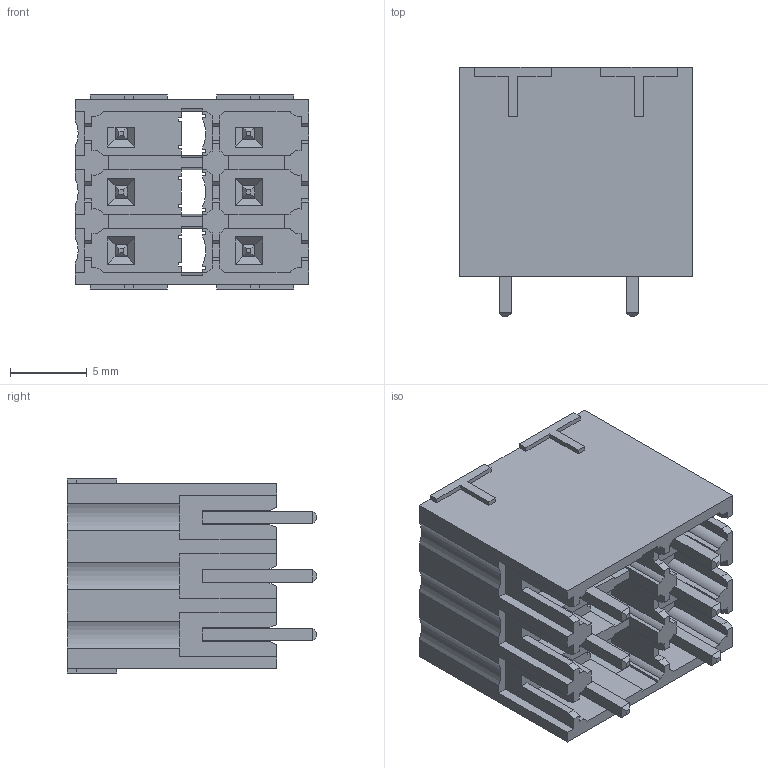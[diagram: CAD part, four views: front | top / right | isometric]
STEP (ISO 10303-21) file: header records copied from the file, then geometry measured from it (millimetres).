
FILE_DESCRIPTION((''),'2;1');
FILE_NAME('6P','2021-02-02T',('renkang.li'),(''),'CREO PARAMETRIC BY PTC INC, 2016260','CREO PARAMETRIC BY PTC INC, 2016260','');
FILE_SCHEMA(('CONFIG_CONTROL_DESIGN'));
Length unit declared in the file: millimetre
Products named in the file (1): 6P
Bounding box: 15.2 x 16.21 x 12.62 mm (x, y, z)
Volume: 1045.1 mm3; surface area: 3199.4 mm2
Topology: 1 solids, 43 shells, 1067 faces, 2778 edges, 1809 vertices
Faces by surface type: plane 929, cylinder 108, cone 18, torus 12
Entity records: 32611 total; most frequent: CARTESIAN_POINT 6361, ORIENTED_EDGE 5556, DIRECTION 5098, EDGE_CURVE 2778, VECTOR 2472, LINE 2472, VERTEX_POINT 1809, AXIS2_PLACEMENT_3D 1313
